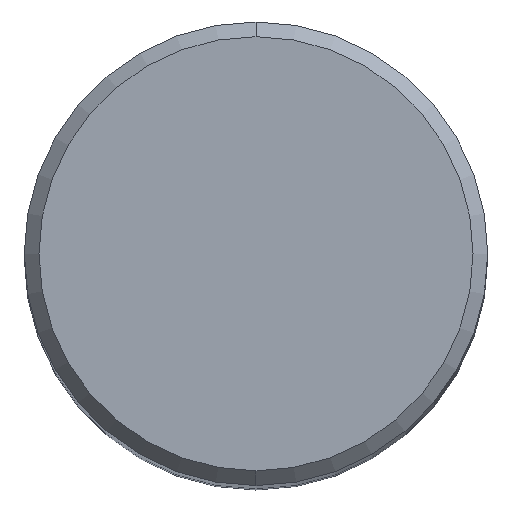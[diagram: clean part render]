
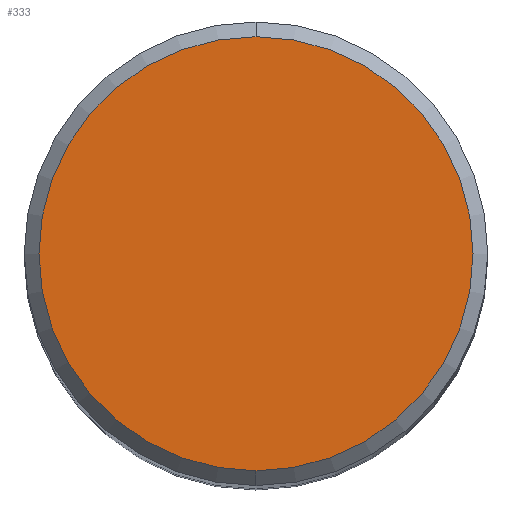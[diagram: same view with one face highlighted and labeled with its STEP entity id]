
A CAD part, top view. The second image highlights one B-rep face of the part: STEP entity #333.
In plain terms, the highlighted planar face has unit normal (0, 0, 1).
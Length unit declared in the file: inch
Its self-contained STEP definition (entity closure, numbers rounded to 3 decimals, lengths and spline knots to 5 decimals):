
#5 = CARTESIAN_POINT ( 'NONE',  ( 0., -0.29495, 0. ) ) ;
#20 = DIRECTION ( 'NONE',  ( 0., 0., 1. ) ) ;
#29 = DIRECTION ( 'NONE',  ( 0., -1., 0. ) ) ;
#31 = EDGE_CURVE ( 'NONE', #241, #165, #238, .T. ) ;
#48 = EDGE_CURVE ( 'NONE', #165, #241, #99, .T. ) ;
#54 = CARTESIAN_POINT ( 'NONE',  ( 0., 0., 0. ) ) ;
#73 = AXIS2_PLACEMENT_3D ( 'NONE', #54, #206, #29 ) ;
#78 = FACE_OUTER_BOUND ( 'NONE', #174, .T. ) ;
#99 = CIRCLE ( 'NONE', #297, 0.29495 ) ;
#100 = ORIENTED_EDGE ( 'NONE', *, *, #31, .T. ) ;
#107 = DIRECTION ( 'NONE',  ( 0., 1., 0. ) ) ;
#161 = CARTESIAN_POINT ( 'NONE',  ( 0., 0.29495, 0. ) ) ;
#165 = VERTEX_POINT ( 'NONE', #161 ) ;
#174 = EDGE_LOOP ( 'NONE', ( #321, #100 ) ) ;
#178 = CARTESIAN_POINT ( 'NONE',  ( 0., 0., 0. ) ) ;
#206 = DIRECTION ( 'NONE',  ( 0., 0., 1. ) ) ;
#224 = AXIS2_PLACEMENT_3D ( 'NONE', #225, #267, #107 ) ;
#225 = CARTESIAN_POINT ( 'NONE',  ( 0., 0.29495, 0. ) ) ;
#238 = CIRCLE ( 'NONE', #73, 0.29495 ) ;
#241 = VERTEX_POINT ( 'NONE', #5 ) ;
#267 = DIRECTION ( 'NONE',  ( 0., 0., -1. ) ) ;
#297 = AXIS2_PLACEMENT_3D ( 'NONE', #178, #20, #417 ) ;
#321 = ORIENTED_EDGE ( 'NONE', *, *, #48, .T. ) ;
#333 = ADVANCED_FACE ( 'NONE', ( #78 ), #400, .F. ) ;
#400 = PLANE ( 'NONE',  #224 ) ;
#417 = DIRECTION ( 'NONE',  ( 0., -1., 0. ) ) ;
